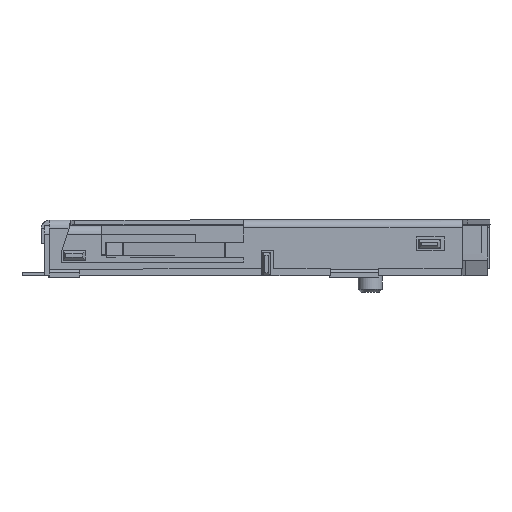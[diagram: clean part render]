
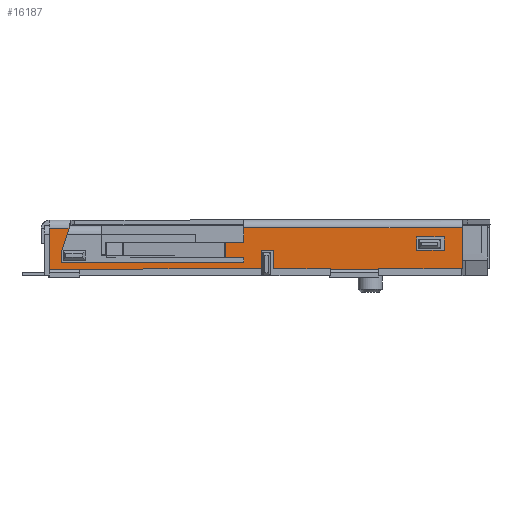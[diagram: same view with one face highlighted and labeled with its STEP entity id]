
A CAD part, left-side view. The second image highlights one B-rep face of the part: STEP entity #16187.
In plain terms, the highlighted face is planar.
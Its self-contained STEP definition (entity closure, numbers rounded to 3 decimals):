
#15003 = VERTEX_POINT('',#15004);
#15004 = CARTESIAN_POINT('',(-7.18,-1.073,-13.999));
#15247 = VERTEX_POINT('',#15248);
#15248 = CARTESIAN_POINT('',(-7.69,-1.073,-13.999));
#15334 = EDGE_CURVE('',#15247,#15003,#15335,.T.);
#15335 = LINE('',#15336,#15337);
#15336 = CARTESIAN_POINT('',(-7.69,-1.073,-13.999));
#15337 = VECTOR('',#15338,1.);
#15338 = DIRECTION('',(1.,0.,0.));
#15357 = EDGE_CURVE('',#15003,#15358,#15360,.T.);
#15358 = VERTEX_POINT('',#15359);
#15359 = CARTESIAN_POINT('',(-7.18,-0.458,-13.945));
#15360 = LINE('',#15361,#15362);
#15361 = CARTESIAN_POINT('',(-7.18,-4.991,-14.342));
#15362 = VECTOR('',#15363,1.);
#15363 = DIRECTION('',(0.,0.996,0.087));
#15420 = VERTEX_POINT('',#15421);
#15421 = CARTESIAN_POINT('',(-8.06,2.401,-13.695));
#15427 = EDGE_CURVE('',#15420,#15428,#15430,.T.);
#15428 = VERTEX_POINT('',#15429);
#15429 = CARTESIAN_POINT('',(-8.08,2.401,-13.695));
#15430 = LINE('',#15431,#15432);
#15431 = CARTESIAN_POINT('',(-8.06,2.401,-13.695));
#15432 = VECTOR('',#15433,1.);
#15433 = DIRECTION('',(-1.,0.,0.));
#15449 = EDGE_CURVE('',#15420,#15450,#15452,.T.);
#15450 = VERTEX_POINT('',#15451);
#15451 = CARTESIAN_POINT('',(-8.06,0.522,-13.859));
#15452 = LINE('',#15453,#15454);
#15453 = CARTESIAN_POINT('',(-8.06,2.401,-13.695));
#15454 = VECTOR('',#15455,1.);
#15455 = DIRECTION('',(0.,-0.996,-0.087));
#15473 = EDGE_CURVE('',#15450,#15474,#15476,.T.);
#15474 = VERTEX_POINT('',#15475);
#15475 = CARTESIAN_POINT('',(-7.46,0.522,-13.859));
#15476 = LINE('',#15477,#15478);
#15477 = CARTESIAN_POINT('',(-8.06,0.522,-13.859));
#15478 = VECTOR('',#15479,1.);
#15479 = DIRECTION('',(1.,0.,0.));
#15497 = EDGE_CURVE('',#15474,#15498,#15500,.T.);
#15498 = VERTEX_POINT('',#15499);
#15499 = CARTESIAN_POINT('',(-7.46,0.123,-13.894));
#15500 = LINE('',#15501,#15502);
#15501 = CARTESIAN_POINT('',(-7.46,0.522,-13.859));
#15502 = VECTOR('',#15503,1.);
#15503 = DIRECTION('',(0.,-0.996,-0.087));
#15521 = EDGE_CURVE('',#15498,#15522,#15524,.T.);
#15522 = VERTEX_POINT('',#15523);
#15523 = CARTESIAN_POINT('',(-8.06,0.123,-13.894));
#15524 = LINE('',#15525,#15526);
#15525 = CARTESIAN_POINT('',(-7.46,0.123,-13.894));
#15526 = VECTOR('',#15527,1.);
#15527 = DIRECTION('',(-1.,0.,0.));
#15545 = EDGE_CURVE('',#15522,#15546,#15548,.T.);
#15546 = VERTEX_POINT('',#15547);
#15547 = CARTESIAN_POINT('',(-8.06,-5.868,-14.418));
#15548 = LINE('',#15549,#15550);
#15549 = CARTESIAN_POINT('',(-8.06,0.123,-13.894));
#15550 = VECTOR('',#15551,1.);
#15551 = DIRECTION('',(0.,-0.996,-0.087));
#15570 = VERTEX_POINT('',#15571);
#15571 = CARTESIAN_POINT('',(-8.08,-5.868,-14.418));
#15576 = EDGE_CURVE('',#15570,#15546,#15577,.T.);
#15577 = LINE('',#15578,#15579);
#15578 = CARTESIAN_POINT('',(-8.76,-5.868,-14.418));
#15579 = VECTOR('',#15580,1.);
#15580 = DIRECTION('',(1.,0.,0.));
#15632 = VERTEX_POINT('',#15633);
#15633 = CARTESIAN_POINT('',(-8.08,-6.864,-14.506));
#15638 = EDGE_CURVE('',#15632,#15639,#15641,.T.);
#15639 = VERTEX_POINT('',#15640);
#15640 = CARTESIAN_POINT('',(-6.7,-6.864,-14.506));
#15641 = LINE('',#15642,#15643);
#15642 = CARTESIAN_POINT('',(-8.76,-6.864,-14.506));
#15643 = VECTOR('',#15644,1.);
#15644 = DIRECTION('',(1.,0.,0.));
#15742 = VERTEX_POINT('',#15743);
#15743 = CARTESIAN_POINT('',(-7.47,-6.465,-14.471));
#15749 = EDGE_CURVE('',#15742,#15750,#15752,.T.);
#15750 = VERTEX_POINT('',#15751);
#15751 = CARTESIAN_POINT('',(-6.7,-6.217,-14.449));
#15752 = LINE('',#15753,#15754);
#15753 = CARTESIAN_POINT('',(-7.47,-6.465,-14.471));
#15754 = VECTOR('',#15755,1.);
#15755 = DIRECTION('',(0.951,0.307,0.027)
  );
#15771 = VERTEX_POINT('',#15772);
#15772 = CARTESIAN_POINT('',(-7.84,-6.465,-14.471));
#15778 = EDGE_CURVE('',#15771,#15742,#15779,.T.);
#15779 = LINE('',#15780,#15781);
#15780 = CARTESIAN_POINT('',(-7.84,-6.465,-14.471));
#15781 = VECTOR('',#15782,1.);
#15782 = DIRECTION('',(1.,0.,0.));
#15795 = VERTEX_POINT('',#15796);
#15796 = CARTESIAN_POINT('',(-7.84,-0.458,-13.945));
#15802 = EDGE_CURVE('',#15795,#15771,#15803,.T.);
#15803 = LINE('',#15804,#15805);
#15804 = CARTESIAN_POINT('',(-7.84,-0.458,-13.945));
#15805 = VECTOR('',#15806,1.);
#15806 = DIRECTION('',(0.,-0.996,-0.087));
#15819 = EDGE_CURVE('',#15795,#15820,#15822,.T.);
#15820 = VERTEX_POINT('',#15821);
#15821 = CARTESIAN_POINT('',(-7.69,-0.458,-13.945));
#15822 = LINE('',#15823,#15824);
#15823 = CARTESIAN_POINT('',(-7.84,-0.458,-13.945));
#15824 = VECTOR('',#15825,1.);
#15825 = DIRECTION('',(1.,0.,0.));
#15844 = EDGE_CURVE('',#15820,#15247,#15845,.T.);
#15845 = LINE('',#15846,#15847);
#15846 = CARTESIAN_POINT('',(-7.69,-0.458,-13.945));
#15847 = VECTOR('',#15848,1.);
#15848 = DIRECTION('',(0.,-0.996,-0.087));
#15861 = EDGE_CURVE('',#15358,#15862,#15864,.T.);
#15862 = VERTEX_POINT('',#15863);
#15863 = CARTESIAN_POINT('',(-6.7,-0.458,-13.945));
#15864 = LINE('',#15865,#15866);
#15865 = CARTESIAN_POINT('',(-7.18,-0.458,-13.945));
#15866 = VECTOR('',#15867,1.);
#15867 = DIRECTION('',(1.,0.,0.));
#15917 = VERTEX_POINT('',#15918);
#15918 = CARTESIAN_POINT('',(-8.06,6.748,-13.315));
#15924 = EDGE_CURVE('',#15917,#15925,#15927,.T.);
#15925 = VERTEX_POINT('',#15926);
#15926 = CARTESIAN_POINT('',(-6.7,6.748,-13.315));
#15927 = LINE('',#15928,#15929);
#15928 = CARTESIAN_POINT('',(-8.06,6.748,-13.315));
#15929 = VECTOR('',#15930,1.);
#15930 = DIRECTION('',(1.,0.,0.));
#15946 = VERTEX_POINT('',#15947);
#15947 = CARTESIAN_POINT('',(-8.06,3.995,-13.556));
#15953 = EDGE_CURVE('',#15946,#15917,#15954,.T.);
#15954 = LINE('',#15955,#15956);
#15955 = CARTESIAN_POINT('',(-8.06,3.995,-13.556));
#15956 = VECTOR('',#15957,1.);
#15957 = DIRECTION('',(0.,0.996,0.087));
#15971 = VERTEX_POINT('',#15972);
#15972 = CARTESIAN_POINT('',(-8.08,3.995,-13.556));
#15977 = EDGE_CURVE('',#15971,#15946,#15978,.T.);
#15978 = LINE('',#15979,#15980);
#15979 = CARTESIAN_POINT('',(-8.76,3.995,-13.556));
#15980 = VECTOR('',#15981,1.);
#15981 = DIRECTION('',(1.,0.,0.));
#15993 = VERTEX_POINT('',#15994);
#15994 = CARTESIAN_POINT('',(-7.01,6.15,-13.367));
#16000 = EDGE_CURVE('',#15993,#16001,#16003,.T.);
#16001 = VERTEX_POINT('',#16002);
#16002 = CARTESIAN_POINT('',(-7.46,6.15,-13.367));
#16003 = LINE('',#16004,#16005);
#16004 = CARTESIAN_POINT('',(-7.01,6.15,-13.367));
#16005 = VECTOR('',#16006,1.);
#16006 = DIRECTION('',(-1.,0.,0.));
#16024 = VERTEX_POINT('',#16025);
#16025 = CARTESIAN_POINT('',(-7.01,5.254,-13.445));
#16031 = EDGE_CURVE('',#16024,#15993,#16032,.T.);
#16032 = LINE('',#16033,#16034);
#16033 = CARTESIAN_POINT('',(-7.01,5.254,-13.445));
#16034 = VECTOR('',#16035,1.);
#16035 = DIRECTION('',(0.,0.996,0.087));
#16048 = EDGE_CURVE('',#16001,#16049,#16051,.T.);
#16049 = VERTEX_POINT('',#16050);
#16050 = CARTESIAN_POINT('',(-7.46,5.254,-13.445));
#16051 = LINE('',#16052,#16053);
#16052 = CARTESIAN_POINT('',(-7.46,6.15,-13.367));
#16053 = VECTOR('',#16054,1.);
#16054 = DIRECTION('',(0.,-0.996,-0.087));
#16072 = EDGE_CURVE('',#16049,#16024,#16073,.T.);
#16073 = LINE('',#16074,#16075);
#16074 = CARTESIAN_POINT('',(-7.46,5.254,-13.445));
#16075 = VECTOR('',#16076,1.);
#16076 = DIRECTION('',(1.,0.,0.));
#16187 = ADVANCED_FACE('',(#16188,#16233),#16239,.T.);
#16188 = FACE_BOUND('',#16189,.T.);
#16189 = EDGE_LOOP('',(#16190,#16196,#16197,#16198,#16199,#16205,#16206,
    #16207,#16208,#16209,#16210,#16211,#16212,#16213,#16219,#16220,
    #16226,#16227,#16228,#16229,#16230,#16231,#16232));
#16190 = ORIENTED_EDGE('',*,*,#16191,.F.);
#16191 = EDGE_CURVE('',#15971,#15428,#16192,.T.);
#16192 = LINE('',#16193,#16194);
#16193 = CARTESIAN_POINT('',(-8.08,2.401,-13.695));
#16194 = VECTOR('',#16195,1.);
#16195 = DIRECTION('',(-0.,-0.996,-0.087));
#16196 = ORIENTED_EDGE('',*,*,#15977,.T.);
#16197 = ORIENTED_EDGE('',*,*,#15953,.T.);
#16198 = ORIENTED_EDGE('',*,*,#15924,.T.);
#16199 = ORIENTED_EDGE('',*,*,#16200,.F.);
#16200 = EDGE_CURVE('',#15862,#15925,#16201,.T.);
#16201 = LINE('',#16202,#16203);
#16202 = CARTESIAN_POINT('',(-6.7,-0.458,-13.945));
#16203 = VECTOR('',#16204,1.);
#16204 = DIRECTION('',(0.,0.996,0.087));
#16205 = ORIENTED_EDGE('',*,*,#15861,.F.);
#16206 = ORIENTED_EDGE('',*,*,#15357,.F.);
#16207 = ORIENTED_EDGE('',*,*,#15334,.F.);
#16208 = ORIENTED_EDGE('',*,*,#15844,.F.);
#16209 = ORIENTED_EDGE('',*,*,#15819,.F.);
#16210 = ORIENTED_EDGE('',*,*,#15802,.T.);
#16211 = ORIENTED_EDGE('',*,*,#15778,.T.);
#16212 = ORIENTED_EDGE('',*,*,#15749,.T.);
#16213 = ORIENTED_EDGE('',*,*,#16214,.F.);
#16214 = EDGE_CURVE('',#15639,#15750,#16215,.T.);
#16215 = LINE('',#16216,#16217);
#16216 = CARTESIAN_POINT('',(-6.7,-6.864,-14.506));
#16217 = VECTOR('',#16218,1.);
#16218 = DIRECTION('',(0.,0.996,0.087));
#16219 = ORIENTED_EDGE('',*,*,#15638,.F.);
#16220 = ORIENTED_EDGE('',*,*,#16221,.F.);
#16221 = EDGE_CURVE('',#15570,#15632,#16222,.T.);
#16222 = LINE('',#16223,#16224);
#16223 = CARTESIAN_POINT('',(-8.08,-6.864,-14.506));
#16224 = VECTOR('',#16225,1.);
#16225 = DIRECTION('',(-0.,-0.996,-0.087));
#16226 = ORIENTED_EDGE('',*,*,#15576,.T.);
#16227 = ORIENTED_EDGE('',*,*,#15545,.F.);
#16228 = ORIENTED_EDGE('',*,*,#15521,.F.);
#16229 = ORIENTED_EDGE('',*,*,#15497,.F.);
#16230 = ORIENTED_EDGE('',*,*,#15473,.F.);
#16231 = ORIENTED_EDGE('',*,*,#15449,.F.);
#16232 = ORIENTED_EDGE('',*,*,#15427,.T.);
#16233 = FACE_BOUND('',#16234,.T.);
#16234 = EDGE_LOOP('',(#16235,#16236,#16237,#16238));
#16235 = ORIENTED_EDGE('',*,*,#16000,.T.);
#16236 = ORIENTED_EDGE('',*,*,#16048,.T.);
#16237 = ORIENTED_EDGE('',*,*,#16072,.T.);
#16238 = ORIENTED_EDGE('',*,*,#16031,.T.);
#16239 = PLANE('',#16240);
#16240 = AXIS2_PLACEMENT_3D('',#16241,#16242,#16243);
#16241 = CARTESIAN_POINT('',(0.666,-0.116,
    -13.915));
#16242 = DIRECTION('',(0.,0.087,-0.996));
#16243 = DIRECTION('',(-1.,0.,0.));
